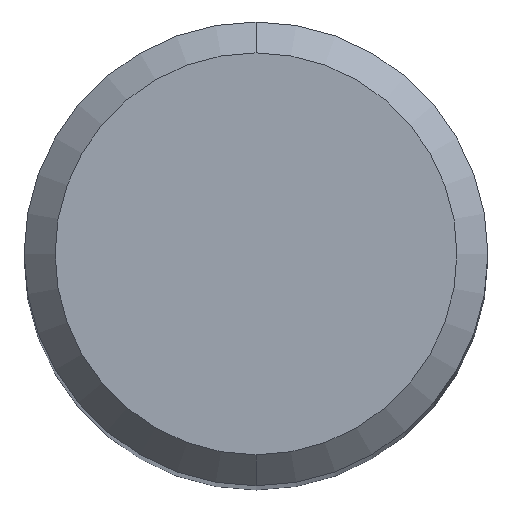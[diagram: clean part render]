
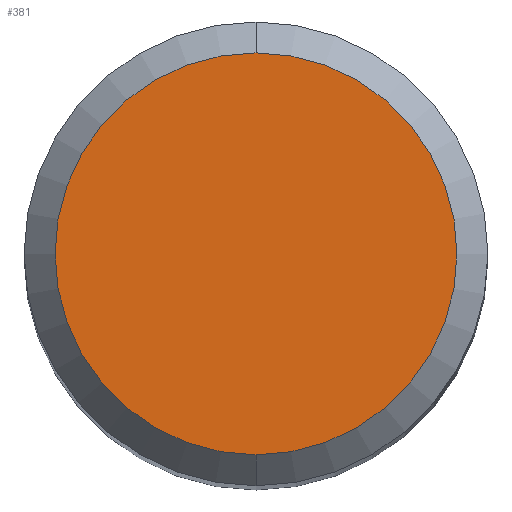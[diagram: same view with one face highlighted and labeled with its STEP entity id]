
A CAD part, top view. The second image highlights one B-rep face of the part: STEP entity #381.
In plain terms, the highlighted planar face has unit normal (0, 0, 1).
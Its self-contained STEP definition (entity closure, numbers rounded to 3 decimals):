
#199=EDGE_CURVE('',#237,#259,#515,.T.);
#237=VERTEX_POINT('',#559);
#259=VERTEX_POINT('',#582);
#367=EDGE_CURVE('',#259,#237,#695,.T.);
#381=ADVANCED_FACE('',(#711),#712,.T.);
#515=CIRCLE('',#865,2.6);
#559=CARTESIAN_POINT('',(0.0,2.6,0.0));
#582=CARTESIAN_POINT('',(0.,-2.6,0.0));
#695=CIRCLE('',#1198,2.6);
#711=FACE_OUTER_BOUND('',#1243,.T.);
#712=PLANE('',#1244);
#865=AXIS2_PLACEMENT_3D('',#1505,#1506,#1507);
#1198=AXIS2_PLACEMENT_3D('',#1662,#1663,#1664);
#1243=EDGE_LOOP('',(#1685,#1686));
#1244=AXIS2_PLACEMENT_3D('',#1687,#1688,#1689);
#1505=CARTESIAN_POINT('',(0.0,0.0,0.0));
#1506=DIRECTION('',(0.0,0.0,-1.0));
#1507=DIRECTION('',(0.0,1.0,0.0));
#1662=CARTESIAN_POINT('',(0.0,0.0,0.0));
#1663=DIRECTION('',(0.0,0.0,-1.0));
#1664=DIRECTION('',(0.0,1.0,0.0));
#1685=ORIENTED_EDGE('',*,*,#199,.F.);
#1686=ORIENTED_EDGE('',*,*,#367,.F.);
#1687=CARTESIAN_POINT('',(0.0,1.3,0.0));
#1688=DIRECTION('',(-0.0,0.0,1.0));
#1689=DIRECTION('',(0.0,-1.0,0.0));
